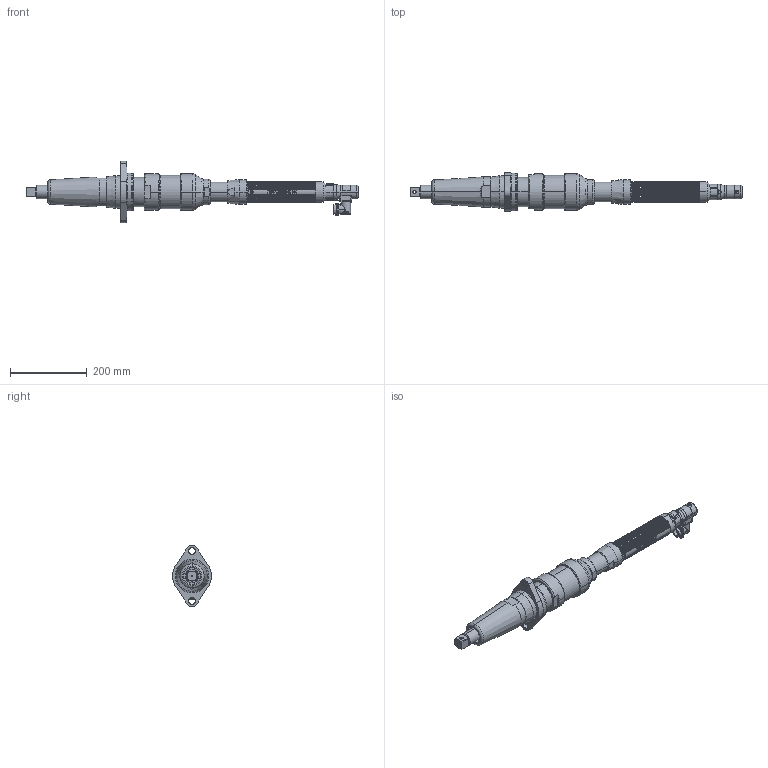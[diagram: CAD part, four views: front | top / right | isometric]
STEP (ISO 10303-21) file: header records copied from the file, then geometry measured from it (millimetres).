
FILE_DESCRIPTION((''),'2;1');
FILE_NAME('EB55MB5F1-800R','2013-06-21T',('MAM0508'),(''),'PRO/ENGINEER BY PARAMETRIC TECHNOLOGY CORPORATION, 2010430','PRO/ENGINEER BY PARAMETRIC TECHNOLOGY CORPORATION, 2010430','');
FILE_SCHEMA(('CONFIG_CONTROL_DESIGN'));
Length unit declared in the file: inch
Products named in the file (1): EB55MB5F1-800R
Bounding box: 867.09 x 101.25 x 160.35 mm (x, y, z)
Surface area: 250494.6 mm2 (no closed solid volume)
Topology: 0 solids, 98 shells, 433 faces, 2823 edges, 2381 vertices
Faces by surface type: cylinder 222, plane 108, cone 43, torus 39, bspline 19, extrusion 2
Entity records: 35979 total; most frequent: CARTESIAN_POINT 16272, DIRECTION 3632, ORIENTED_EDGE 3467, EDGE_CURVE 2823, VERTEX_POINT 2381, VECTOR 1420, LINE 1418, AXIS2_PLACEMENT_3D 1106
